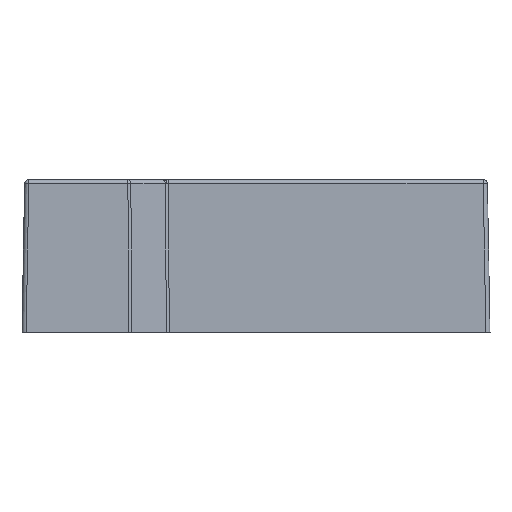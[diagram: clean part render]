
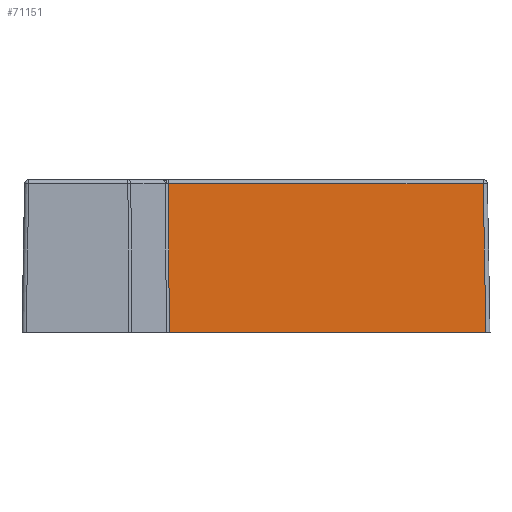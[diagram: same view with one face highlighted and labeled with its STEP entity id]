
A CAD part, front view. The second image highlights one B-rep face of the part: STEP entity #71151.
In plain terms, the highlighted planar face has unit normal (0, -1, 0.018).
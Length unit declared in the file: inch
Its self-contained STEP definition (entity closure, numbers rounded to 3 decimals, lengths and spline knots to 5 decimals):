
#1092 = LINE ( 'NONE', #84614, #81481 ) ;
#2794 = LINE ( 'NONE', #35513, #17612 ) ;
#3212 = CARTESIAN_POINT ( 'NONE',  ( 1.41657, 0.355, 0. ) ) ;
#3767 = DIRECTION ( 'NONE',  ( 1., 0., 0. ) ) ;
#7820 = PLANE ( 'NONE',  #80510 ) ;
#7980 = CARTESIAN_POINT ( 'NONE',  ( 4.43503, 0.37997, 1.4307 ) ) ;
#8255 = DIRECTION ( 'NONE',  ( 0., -1., 0.017 ) ) ;
#15347 = ORIENTED_EDGE ( 'NONE', *, *, #43017, .T. ) ;
#17612 = VECTOR ( 'NONE', #28997, 39.37008 ) ;
#21213 = ORIENTED_EDGE ( 'NONE', *, *, #68850, .T. ) ;
#27010 = CARTESIAN_POINT ( 'NONE',  ( 4.46001, 0.355, 0. ) ) ;
#28997 = DIRECTION ( 'NONE',  ( -1., 0., 0. ) ) ;
#35513 = CARTESIAN_POINT ( 'NONE',  ( 1.4, 0.37997, 1.4307 ) ) ;
#36873 = EDGE_CURVE ( 'NONE', #52941, #79711, #63131, .T. ) ;
#40560 = CARTESIAN_POINT ( 'NONE',  ( 1.40622, 0.37997, 1.4307 ) ) ;
#43017 = EDGE_CURVE ( 'NONE', #79711, #50711, #1092, .T. ) ;
#46282 = EDGE_CURVE ( 'NONE', #50711, #57848, #2794, .T. ) ;
#50711 = VERTEX_POINT ( 'NONE', #7980 ) ;
#52352 = EDGE_LOOP ( 'NONE', ( #66665, #15347, #62466, #21213 ) ) ;
#52941 = VERTEX_POINT ( 'NONE', #3212 ) ;
#52988 = CARTESIAN_POINT ( 'NONE',  ( 1.41657, 0.355, 0.00012 ) ) ;
#55850 = FACE_OUTER_BOUND ( 'NONE', #52352, .T. ) ;
#57848 = VERTEX_POINT ( 'NONE', #40560 ) ;
#61087 = DIRECTION ( 'NONE',  ( 0., -0.017, -1. ) ) ;
#62466 = ORIENTED_EDGE ( 'NONE', *, *, #46282, .T. ) ;
#63131 = LINE ( 'NONE', #70065, #64025 ) ;
#64025 = VECTOR ( 'NONE', #3767, 39.37008 ) ;
#66245 = VECTOR ( 'NONE', #66922, 39.37008 ) ;
#66665 = ORIENTED_EDGE ( 'NONE', *, *, #36873, .T. ) ;
#66922 = DIRECTION ( 'NONE',  ( 0.007, -0.017, -1. ) ) ;
#68279 = DIRECTION ( 'NONE',  ( -0.017, 0.017, 1. ) ) ;
#68850 = EDGE_CURVE ( 'NONE', #57848, #52941, #80032, .T. ) ;
#70065 = CARTESIAN_POINT ( 'NONE',  ( 1.4, 0.355, 0. ) ) ;
#71151 = ADVANCED_FACE ( 'NONE', ( #55850 ), #7820, .T. ) ;
#79711 = VERTEX_POINT ( 'NONE', #27010 ) ;
#80032 = LINE ( 'NONE', #52988, #66245 ) ;
#80510 = AXIS2_PLACEMENT_3D ( 'NONE', #82430, #8255, #61087 ) ;
#81481 = VECTOR ( 'NONE', #68279, 39.37008 ) ;
#82430 = CARTESIAN_POINT ( 'NONE',  ( 1.4, 0.355, 0. ) ) ;
#84614 = CARTESIAN_POINT ( 'NONE',  ( 4.45907, 0.35593, 0.05338 ) ) ;
